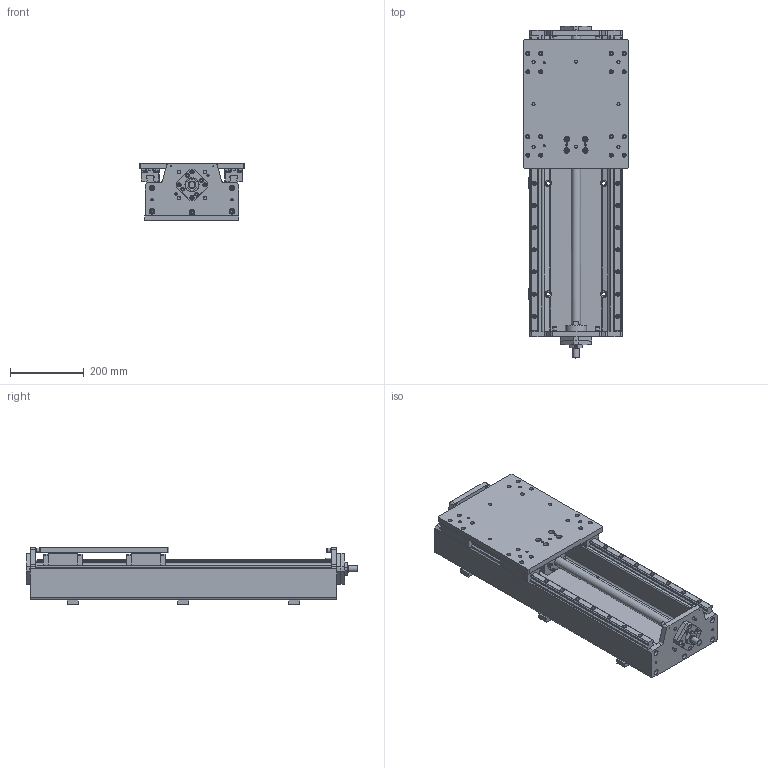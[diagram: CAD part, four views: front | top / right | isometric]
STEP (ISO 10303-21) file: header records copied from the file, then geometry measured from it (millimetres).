
FILE_DESCRIPTION((''),'2;1');
FILE_NAME('KK-HD-285-25-25XX-0800.stp','2009-03-22T19:39:33',('kurt'),(''),'Autodesk Inventor 2008','Autodesk Inventor 2008','');
FILE_SCHEMA(('AUTOMOTIVE_DESIGN { 1 0 10303 214 1 1 1 1 }'));
Length unit declared in the file: millimetre
Products named in the file (1): Part123
Bounding box: 285 x 899 x 155 mm (x, y, z)
Volume: 12492286 mm3; surface area: 1334072.2 mm2
Topology: 23 solids, 23 shells, 2350 faces, 6310 edges, 4152 vertices
Faces by surface type: plane 1520, cylinder 449, bspline 247, cone 118, torus 16
Full cylindrical faces by diameter (mm): 2.459 x4, 3 x4, 3.5 x4, 3.6 x1, 4 x1, 4.917 x41, 5.5 x4, 6 x30, 6.6 x30, 6.647 x14, 7 x26, 8 x4, 8.376 x8, 9 x18, 10 x4, 10.106 x6, 11 x54, 15 x18, 17 x1, 18 x6, 19 x1, 20 x4, 23 x1, 25 x3, 26 x1, 28.64 x4, 29.082 x2, 37 x2, 38 x1, 38.36 x4
Entity records: 78073 total; most frequent: CARTESIAN_POINT 19589, ORIENTED_EDGE 11560, DIRECTION 10500, EDGE_CURVE 5780, VECTOR 4196, LINE 4196, VERTEX_POINT 4034, AXIS2_PLACEMENT_3D 3152
